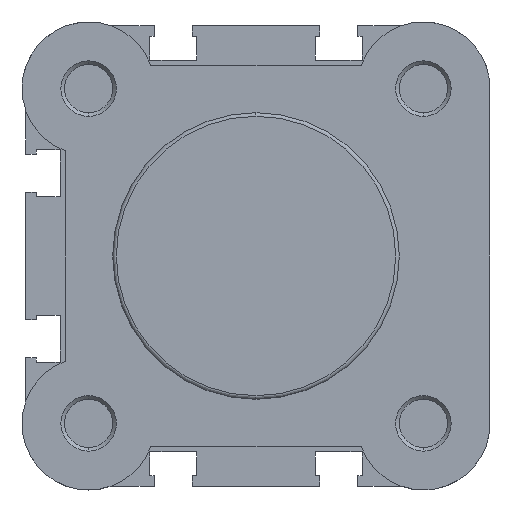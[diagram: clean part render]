
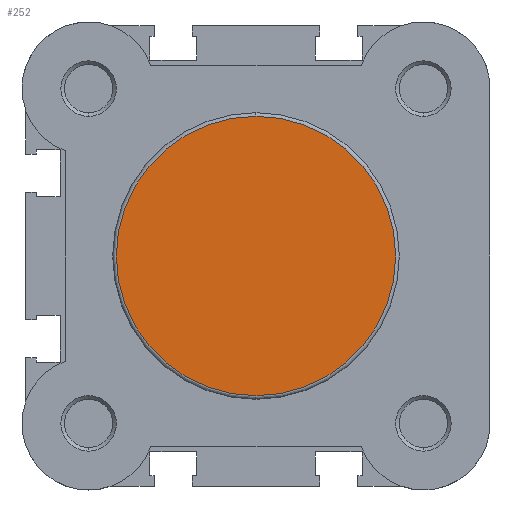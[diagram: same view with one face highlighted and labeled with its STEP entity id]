
A CAD part, left-side view. The second image highlights one B-rep face of the part: STEP entity #252.
In plain terms, the highlighted planar face has unit normal (-1, 0, 0).
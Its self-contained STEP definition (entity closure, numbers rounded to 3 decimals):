
#252 = ADVANCED_FACE ( 'NONE', ( #1327 ), #4487, .F. ) ;
#620 = EDGE_CURVE ( 'NONE', #4009, #4008, #1663, .T. ) ;
#706 = EDGE_LOOP ( 'NONE', ( #5518, #5522 ) ) ;
#896 = AXIS2_PLACEMENT_3D ( 'NONE', #4486, #4488, #4489 ) ;
#992 = AXIS2_PLACEMENT_3D ( 'NONE', #5102, #5103, #5104 ) ;
#1181 = AXIS2_PLACEMENT_3D ( 'NONE', #2874, #2875, #2876 ) ;
#1327 = FACE_OUTER_BOUND ( 'NONE', #706, .T. ) ;
#1663 = CIRCLE ( 'NONE', #992, 19.4 ) ;
#1961 = CIRCLE ( 'NONE', #1181, 19.4 ) ;
#2434 = CARTESIAN_POINT ( 'NONE',  ( 0., 0., 19.4 ) ) ;
#2435 = CARTESIAN_POINT ( 'NONE',  ( 0., 0., -19.4 ) ) ;
#2874 = CARTESIAN_POINT ( 'NONE',  ( 0., 0., 0. ) ) ;
#2875 = DIRECTION ( 'NONE',  ( -1., 0., 0. ) ) ;
#2876 = DIRECTION ( 'NONE',  ( 0., 0., -1. ) ) ;
#4008 = VERTEX_POINT ( 'NONE', #2434 ) ;
#4009 = VERTEX_POINT ( 'NONE', #2435 ) ;
#4486 = CARTESIAN_POINT ( 'NONE',  ( 0., 19.9, 0. ) ) ;
#4487 = PLANE ( 'NONE',  #896 ) ;
#4488 = DIRECTION ( 'NONE',  ( 1., 0., 0. ) ) ;
#4489 = DIRECTION ( 'NONE',  ( 0., 0., -1. ) ) ;
#5102 = CARTESIAN_POINT ( 'NONE',  ( 0., 0., 0. ) ) ;
#5103 = DIRECTION ( 'NONE',  ( -1., 0., 0. ) ) ;
#5104 = DIRECTION ( 'NONE',  ( 0., 0., -1. ) ) ;
#5518 = ORIENTED_EDGE ( 'NONE', *, *, #620, .T. ) ;
#5522 = ORIENTED_EDGE ( 'NONE', *, *, #6186, .T. ) ;
#6186 = EDGE_CURVE ( 'NONE', #4008, #4009, #1961, .T. ) ;
